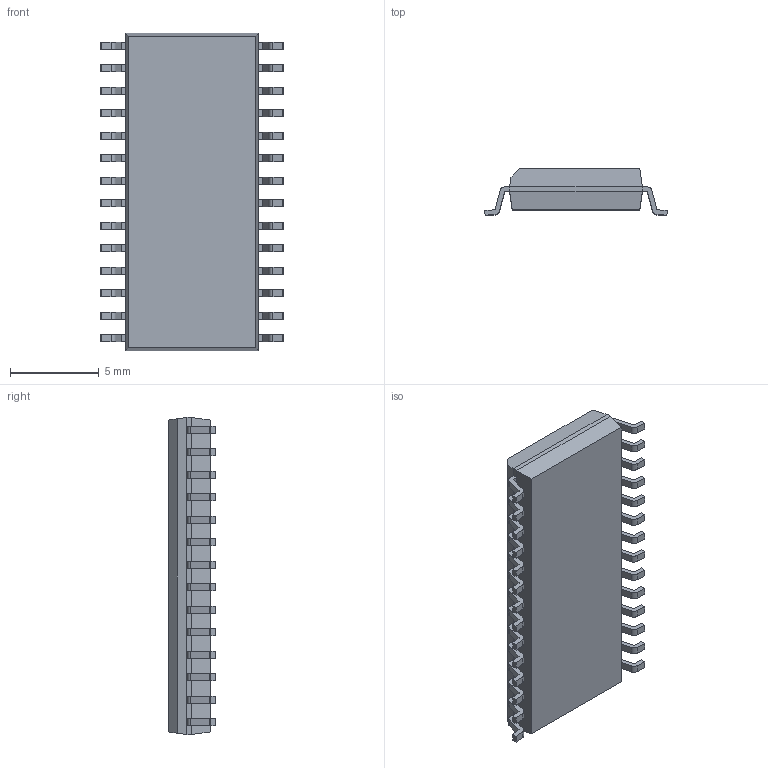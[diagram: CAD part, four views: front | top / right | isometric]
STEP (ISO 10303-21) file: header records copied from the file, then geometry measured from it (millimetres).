
FILE_DESCRIPTION (( 'STEP AP214' ), '1' );
FILE_NAME ('DW28.STEP', '2020-08-27T20:26:29', ( '' ), ( '' ), 'SwSTEP 2.0', 'SolidWorks 2017', '' );
FILE_SCHEMA (( 'AUTOMOTIVE_DESIGN' ));
Length unit declared in the file: millimetre
Products named in the file (1): DW28
Bounding box: 10.3 x 2.65 x 17.9 mm (x, y, z)
Volume: 313 mm3; surface area: 462.7 mm2
Topology: 29 solids, 29 shells, 407 faces, 1039 edges, 690 vertices
Faces by surface type: plane 295, cylinder 112
Entity records: 12539 total; most frequent: CARTESIAN_POINT 2137, DIRECTION 2079, ORIENTED_EDGE 2078, EDGE_CURVE 1039, LINE 815, VECTOR 815, VERTEX_POINT 690, AXIS2_PLACEMENT_3D 632
